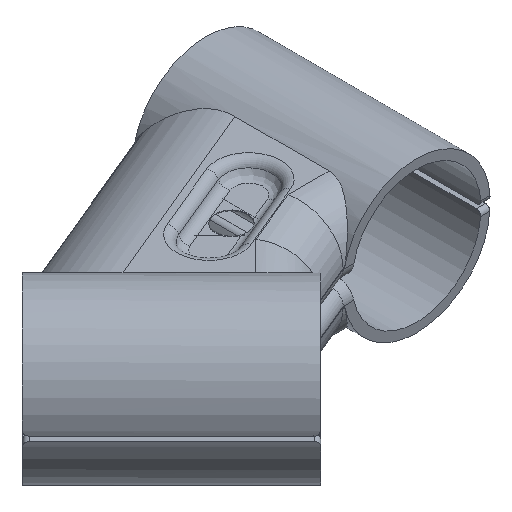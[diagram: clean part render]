
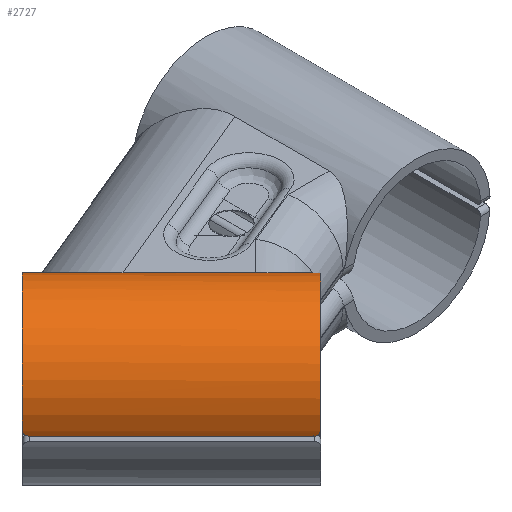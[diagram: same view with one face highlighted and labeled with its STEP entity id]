
A CAD part, isometric view. The second image highlights one B-rep face of the part: STEP entity #2727.
In plain terms, the highlighted cylindrical face has radius 16 mm (diameter 32 mm), a partial arc.
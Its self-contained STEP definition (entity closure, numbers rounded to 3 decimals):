
#557=CARTESIAN_POINT('',(-9.099,30.474,-13.161));
#558=VERTEX_POINT('',#557);
#565=CARTESIAN_POINT('',(-9.099,10.0,-13.161));
#566=VERTEX_POINT('',#565);
#567=CARTESIAN_POINT('',(-9.099,10.0,-13.161));
#568=DIRECTION('',(0.0,1.0,0.0));
#569=VECTOR('',#568,20.474);
#570=LINE('',#567,#569);
#571=EDGE_CURVE('',#566,#558,#570,.T.);
#1385=CARTESIAN_POINT('',(16.,45.,0.0));
#1386=VERTEX_POINT('',#1385);
#1387=CARTESIAN_POINT('',(15.969,46.,-1.0));
#1388=VERTEX_POINT('',#1387);
#1389=CARTESIAN_POINT('',(16.,45.,0.));
#1390=CARTESIAN_POINT('',(16.,45.126,0.));
#1391=CARTESIAN_POINT('',(16.,45.259,-0.025));
#1392=CARTESIAN_POINT('',(16.,45.506,-0.127));
#1393=CARTESIAN_POINT('',(15.999,45.618,-0.204));
#1394=CARTESIAN_POINT('',(15.996,45.796,-0.382));
#1395=CARTESIAN_POINT('',(15.993,45.873,-0.494));
#1396=CARTESIAN_POINT('',(15.983,45.975,-0.741));
#1397=CARTESIAN_POINT('',(15.977,46.,-0.875));
#1398=CARTESIAN_POINT('',(15.969,46.,-1.));
#1399=B_SPLINE_CURVE_WITH_KNOTS('',3,(#1389,#1390,#1391,#1392,#1393,#1394,#1395,#1396,#1397,#1398),.UNSPECIFIED.,.F.,.U.,(4,2,2,2,4),(0.302,0.339,0.377,0.415,0.452),.UNSPECIFIED.);
#1400=EDGE_CURVE('',#1386,#1388,#1399,.T.);
#1448=CARTESIAN_POINT('',(16.,1.0,0.0));
#1449=VERTEX_POINT('',#1448);
#1456=CARTESIAN_POINT('',(16.,1.0,0.0));
#1457=DIRECTION('',(0.0,1.0,0.0));
#1458=VECTOR('',#1457,44.);
#1459=LINE('',#1456,#1458);
#1460=EDGE_CURVE('',#1449,#1386,#1459,.T.);
#1543=CARTESIAN_POINT('',(15.969,0.0,-1.0));
#1544=VERTEX_POINT('',#1543);
#1545=CARTESIAN_POINT('',(15.969,0.,-1.));
#1546=CARTESIAN_POINT('',(15.977,0.,-0.875));
#1547=CARTESIAN_POINT('',(15.983,0.025,-0.741));
#1548=CARTESIAN_POINT('',(15.993,0.127,-0.494));
#1549=CARTESIAN_POINT('',(15.996,0.204,-0.382));
#1550=CARTESIAN_POINT('',(15.999,0.382,-0.204));
#1551=CARTESIAN_POINT('',(16.,0.494,-0.127));
#1552=CARTESIAN_POINT('',(16.,0.741,-0.025));
#1553=CARTESIAN_POINT('',(16.,0.874,0.));
#1554=CARTESIAN_POINT('',(16.,1.0,0.));
#1555=B_SPLINE_CURVE_WITH_KNOTS('',3,(#1545,#1546,#1547,#1548,#1549,#1550,#1551,#1552,#1553,#1554),.UNSPECIFIED.,.F.,.U.,(4,2,2,2,4),(0.151,0.189,0.226,0.264,0.302),.UNSPECIFIED.);
#1556=EDGE_CURVE('',#1544,#1449,#1555,.T.);
#1592=CARTESIAN_POINT('',(-15.685,0.0,-3.161));
#1593=VERTEX_POINT('',#1592);
#1600=CARTESIAN_POINT('',(0.0,0.0,0.0));
#1601=DIRECTION('',(0.0,1.0,0.0));
#1602=DIRECTION('',(-1.0,0.0,0.0));
#1603=AXIS2_PLACEMENT_3D('',#1600,#1601,#1602);
#1604=CIRCLE('',#1603,16.);
#1605=EDGE_CURVE('',#1544,#1593,#1604,.T.);
#2053=CARTESIAN_POINT('',(-15.994,46.,0.433));
#2054=VERTEX_POINT('',#2053);
#2062=CARTESIAN_POINT('',(-15.999,45.114,0.14));
#2063=VERTEX_POINT('',#2062);
#2064=CARTESIAN_POINT('',(-15.994,46.,0.433));
#2065=CARTESIAN_POINT('',(-15.997,45.708,0.33));
#2066=CARTESIAN_POINT('',(-15.999,45.411,0.233));
#2067=CARTESIAN_POINT('',(-15.999,45.114,0.14));
#2068=B_SPLINE_CURVE_WITH_KNOTS('',3,(#2064,#2065,#2066,#2067),.UNSPECIFIED.,.F.,.U.,(4,4),(0.067,0.159),.UNSPECIFIED.);
#2069=EDGE_CURVE('',#2063,#2054,#2068,.F.);
#2431=CARTESIAN_POINT('',(-16.,45.177,0.0));
#2432=VERTEX_POINT('',#2431);
#2433=CARTESIAN_POINT('',(-15.999,45.114,0.14));
#2434=CARTESIAN_POINT('',(-16.,45.126,0.113));
#2435=CARTESIAN_POINT('',(-16.,45.139,0.086));
#2436=CARTESIAN_POINT('',(-16.,45.159,0.039));
#2437=CARTESIAN_POINT('',(-16.,45.168,0.02));
#2438=CARTESIAN_POINT('',(-16.,45.177,0.));
#2439=B_SPLINE_CURVE_WITH_KNOTS('',3,(#2433,#2434,#2435,#2436,#2437,#2438),.UNSPECIFIED.,.F.,.U.,(4,2,4),(0.693,0.701,0.707),.UNSPECIFIED.);
#2440=EDGE_CURVE('',#2432,#2063,#2439,.F.);
#2442=CARTESIAN_POINT('',(-14.779,44.599,-6.131));
#2443=VERTEX_POINT('',#2442);
#2444=CARTESIAN_POINT('',(-14.779,44.599,-6.131));
#2445=CARTESIAN_POINT('',(-14.979,44.961,-5.649));
#2446=CARTESIAN_POINT('',(-15.185,45.252,-5.08));
#2447=CARTESIAN_POINT('',(-15.573,45.669,-3.749));
#2448=CARTESIAN_POINT('',(-15.739,45.753,-2.969));
#2449=CARTESIAN_POINT('',(-15.945,45.669,-1.518));
#2450=CARTESIAN_POINT('',(-15.999,45.496,-0.745));
#2451=CARTESIAN_POINT('',(-16.,45.185,-0.019));
#2452=CARTESIAN_POINT('',(-16.,45.181,-0.01));
#2453=CARTESIAN_POINT('',(-16.,45.177,0.));
#2454=B_SPLINE_CURVE_WITH_KNOTS('',3,(#2444,#2445,#2446,#2447,#2448,#2449,#2450,#2451,#2452,#2453),.UNSPECIFIED.,.F.,.U.,(4,2,2,2,4),(-1.338,-1.151,-0.93,-0.711,-0.708),.UNSPECIFIED.);
#2455=EDGE_CURVE('',#2432,#2443,#2454,.F.);
#2513=CARTESIAN_POINT('',(-9.099,30.474,-13.161));
#2514=CARTESIAN_POINT('',(-9.099,31.256,-13.161));
#2515=CARTESIAN_POINT('',(-9.158,32.066,-13.121));
#2516=CARTESIAN_POINT('',(-9.414,33.678,-12.938));
#2517=CARTESIAN_POINT('',(-9.612,34.48,-12.795));
#2518=CARTESIAN_POINT('',(-10.365,36.8,-12.206));
#2519=CARTESIAN_POINT('',(-11.077,38.234,-11.588));
#2520=CARTESIAN_POINT('',(-12.48,40.778,-10.07));
#2521=CARTESIAN_POINT('',(-13.301,42.087,-9.009));
#2522=CARTESIAN_POINT('',(-14.281,43.725,-7.239));
#2523=CARTESIAN_POINT('',(-14.545,44.176,-6.695));
#2524=CARTESIAN_POINT('',(-14.779,44.599,-6.131));
#2525=B_SPLINE_CURVE_WITH_KNOTS('',3,(#2513,#2514,#2515,#2516,#2517,#2518,#2519,#2520,#2521,#2522,#2523,#2524),.UNSPECIFIED.,.F.,.U.,(4,2,2,2,2,4),(15.552,15.786,16.021,16.491,17.005,17.214),.UNSPECIFIED.);
#2526=EDGE_CURVE('',#558,#2443,#2525,.T.);
#2567=CARTESIAN_POINT('',(0.0,46.,0.0));
#2568=DIRECTION('',(0.0,1.0,0.0));
#2569=DIRECTION('',(-1.0,0.0,0.0));
#2570=AXIS2_PLACEMENT_3D('',#2567,#2568,#2569);
#2571=CIRCLE('',#2570,16.);
#2572=EDGE_CURVE('',#1388,#2054,#2571,.T.);
#2665=CARTESIAN_POINT('',(-15.685,0.,-3.161));
#2666=CARTESIAN_POINT('',(-15.405,0.,-4.548));
#2667=CARTESIAN_POINT('',(-14.917,0.302,-5.953));
#2668=CARTESIAN_POINT('',(-13.664,1.399,-8.44));
#2669=CARTESIAN_POINT('',(-12.903,2.191,-9.525));
#2670=CARTESIAN_POINT('',(-11.494,3.913,-11.181));
#2671=CARTESIAN_POINT('',(-10.73,4.964,-11.894));
#2672=CARTESIAN_POINT('',(-9.825,6.734,-12.634));
#2673=CARTESIAN_POINT('',(-9.565,7.357,-12.828));
#2674=CARTESIAN_POINT('',(-9.201,8.65,-13.091));
#2675=CARTESIAN_POINT('',(-9.099,9.32,-13.161));
#2676=CARTESIAN_POINT('',(-9.099,10.0,-13.161));
#2677=B_SPLINE_CURVE_WITH_KNOTS('',3,(#2665,#2666,#2667,#2668,#2669,#2670,#2671,#2672,#2673,#2674,#2675,#2676),.UNSPECIFIED.,.F.,.U.,(4,2,2,2,2,4),(1.525,1.95,2.374,2.782,2.986,3.19),.UNSPECIFIED.);
#2678=EDGE_CURVE('',#566,#1593,#2677,.F.);
#2709=CARTESIAN_POINT('',(0.0,0.0,0.0));
#2710=DIRECTION('',(0.0,1.0,0.0));
#2711=DIRECTION('',(-1.0,0.0,0.0));
#2712=AXIS2_PLACEMENT_3D('',#2709,#2710,#2711);
#2713=CYLINDRICAL_SURFACE('',#2712,16.);
#2714=ORIENTED_EDGE('',*,*,#1400,.F.);
#2715=ORIENTED_EDGE('',*,*,#1460,.F.);
#2716=ORIENTED_EDGE('',*,*,#1556,.F.);
#2717=ORIENTED_EDGE('',*,*,#1605,.T.);
#2718=ORIENTED_EDGE('',*,*,#2678,.F.);
#2719=ORIENTED_EDGE('',*,*,#571,.T.);
#2720=ORIENTED_EDGE('',*,*,#2526,.T.);
#2721=ORIENTED_EDGE('',*,*,#2455,.F.);
#2722=ORIENTED_EDGE('',*,*,#2440,.T.);
#2723=ORIENTED_EDGE('',*,*,#2069,.T.);
#2724=ORIENTED_EDGE('',*,*,#2572,.F.);
#2725=EDGE_LOOP('',(#2714,#2715,#2716,#2717,#2718,#2719,#2720,#2721,#2722,#2723,#2724));
#2726=FACE_OUTER_BOUND('',#2725,.T.);
#2727=ADVANCED_FACE('',(#2726),#2713,.T.);
